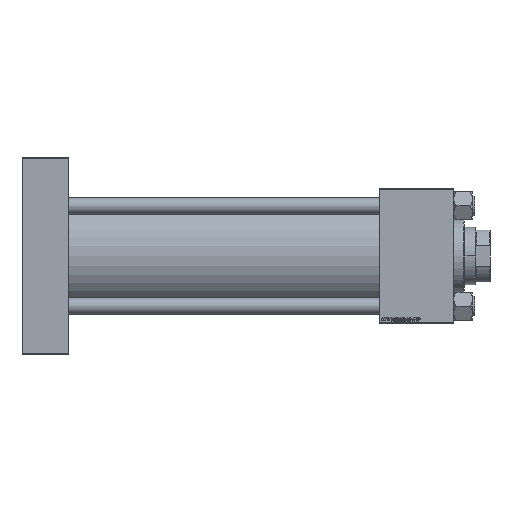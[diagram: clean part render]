
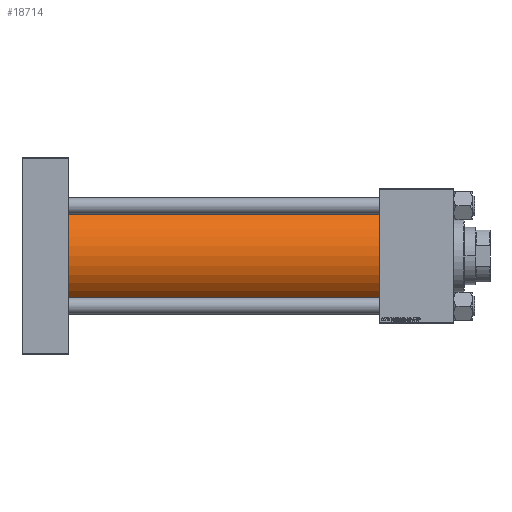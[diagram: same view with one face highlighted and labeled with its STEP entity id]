
A CAD part, front view. The second image highlights one B-rep face of the part: STEP entity #18714.
In plain terms, the highlighted cylindrical face has radius 53 mm (diameter 106 mm), a partial arc.
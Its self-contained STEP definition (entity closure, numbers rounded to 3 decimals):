
#67 = EDGE_CURVE ( 'NONE', #7945, #44432, #9831, .T. ) ;
#575 = EDGE_CURVE ( 'NONE', #7945, #40100, #34950, .T. ) ;
#1428 = EDGE_CURVE ( 'NONE', #44432, #16414, #46793, .T. ) ;
#2626 = CARTESIAN_POINT ( 'NONE',  ( 346., 0., 53. ) ) ;
#2792 = ORIENTED_EDGE ( 'NONE', *, *, #575, .F. ) ;
#5172 = DIRECTION ( 'NONE',  ( 1., 0., 0. ) ) ;
#7945 = VERTEX_POINT ( 'NONE', #26334 ) ;
#8023 = DIRECTION ( 'NONE',  ( -1., 0., 0. ) ) ;
#8302 = EDGE_CURVE ( 'NONE', #40100, #16414, #48594, .T. ) ;
#9831 = LINE ( 'NONE', #2626, #37480 ) ;
#10386 = DIRECTION ( 'NONE',  ( -1., 0., 0. ) ) ;
#12031 = CARTESIAN_POINT ( 'NONE',  ( 346., 0., -53. ) ) ;
#14139 = FACE_OUTER_BOUND ( 'NONE', #23882, .T. ) ;
#16414 = VERTEX_POINT ( 'NONE', #38669 ) ;
#18714 = ADVANCED_FACE ( 'NONE', ( #14139 ), #46940, .T. ) ;
#20645 = VECTOR ( 'NONE', #8023, 1000. ) ;
#23040 = AXIS2_PLACEMENT_3D ( 'NONE', #29483, #5172, #41738 ) ;
#23882 = EDGE_LOOP ( 'NONE', ( #33342, #2792, #32611, #28624 ) ) ;
#25480 = DIRECTION ( 'NONE',  ( 1., 0., 0. ) ) ;
#26334 = CARTESIAN_POINT ( 'NONE',  ( 346., 0., 53. ) ) ;
#28624 = ORIENTED_EDGE ( 'NONE', *, *, #1428, .T. ) ;
#29483 = CARTESIAN_POINT ( 'NONE',  ( 346., 0., 0. ) ) ;
#30606 = AXIS2_PLACEMENT_3D ( 'NONE', #45760, #25480, #41746 ) ;
#31428 = CARTESIAN_POINT ( 'NONE',  ( 346., 0., -53. ) ) ;
#32611 = ORIENTED_EDGE ( 'NONE', *, *, #67, .T. ) ;
#33342 = ORIENTED_EDGE ( 'NONE', *, *, #8302, .F. ) ;
#33347 = CARTESIAN_POINT ( 'NONE',  ( 45., 0., 53. ) ) ;
#34950 = CIRCLE ( 'NONE', #23040, 53. ) ;
#37480 = VECTOR ( 'NONE', #42633, 1000. ) ;
#38669 = CARTESIAN_POINT ( 'NONE',  ( 45., 0., -53. ) ) ;
#38674 = CARTESIAN_POINT ( 'NONE',  ( 346., 0., 0. ) ) ;
#40100 = VERTEX_POINT ( 'NONE', #31428 ) ;
#41738 = DIRECTION ( 'NONE',  ( 0., 0., -1. ) ) ;
#41746 = DIRECTION ( 'NONE',  ( 0., 0., 1. ) ) ;
#42633 = DIRECTION ( 'NONE',  ( -1., 0., 0. ) ) ;
#43204 = DIRECTION ( 'NONE',  ( 0., 0., 1. ) ) ;
#44432 = VERTEX_POINT ( 'NONE', #33347 ) ;
#45622 = AXIS2_PLACEMENT_3D ( 'NONE', #38674, #10386, #43204 ) ;
#45760 = CARTESIAN_POINT ( 'NONE',  ( 45., 0., 0. ) ) ;
#46793 = CIRCLE ( 'NONE', #30606, 53. ) ;
#46940 = CYLINDRICAL_SURFACE ( 'NONE', #45622, 53. ) ;
#48594 = LINE ( 'NONE', #12031, #20645 ) ;
